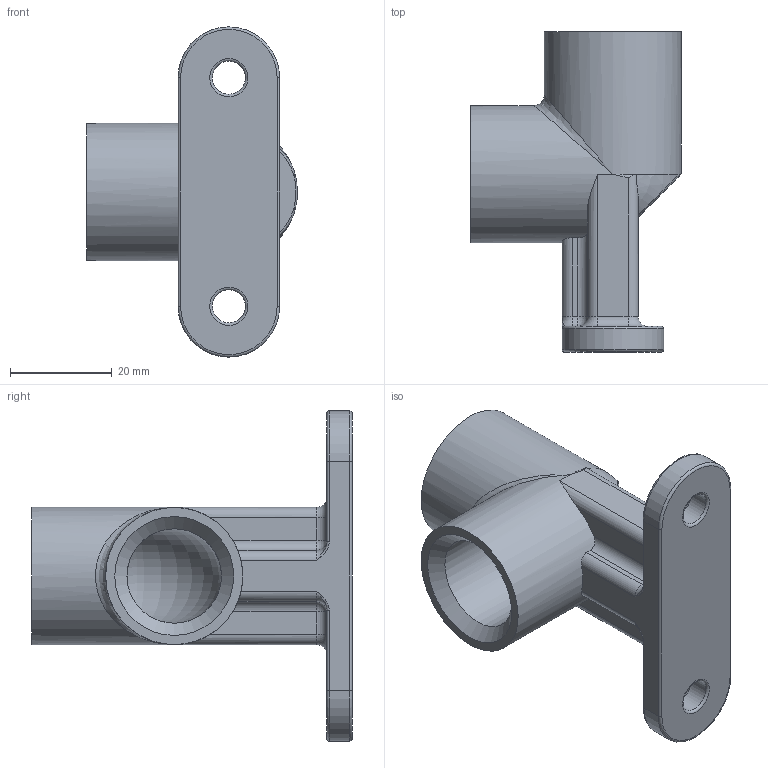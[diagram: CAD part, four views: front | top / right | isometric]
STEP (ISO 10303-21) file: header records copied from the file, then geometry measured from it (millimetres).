
FILE_DESCRIPTION(/* description */ ('Unknown'),/* implementation_level */ '2;1');
FILE_NAME(/* name */ 'R-410-DN15',/* time_stamp */ '2024-03-29T17:27:05+08:00',/* author */ ('Unknown'),/* organization */ ('Unknown'),/* preprocessor_version */ 'ST-DEVELOPER v16.7',/* originating_system */ 'DEX',/* authorisation */ $);
FILE_SCHEMA (('AUTOMOTIVE_DESIGN {1 0 10303 214 3 1 1}'));
Length unit declared in the file: millimetre
Products named in the file (2): R-410-DN15; R-410 DN15
Assembly tree (1 placements, depth 2):
  R-410-DN15
    R-410 DN15
Bounding box: 41.5 x 63 x 65 mm (x, y, z)
Volume: 28241.2 mm3; surface area: 12082.8 mm2
Topology: 1 solids, 1 shells, 74 faces, 177 edges, 97 vertices
Faces by surface type: cylinder 28, torus 17, plane 14, bspline 9, sphere 4, cone 2
Full cylindrical faces by diameter (mm): 6.5 x2, 18.6 x2, 27 x2
Entity records: 2515 total; most frequent: CARTESIAN_POINT 893, DIRECTION 339, ORIENTED_EDGE 308, EDGE_CURVE 154, AXIS2_PLACEMENT_3D 145, VERTEX_POINT 94, EDGE_LOOP 92, FACE_BOUND 92
